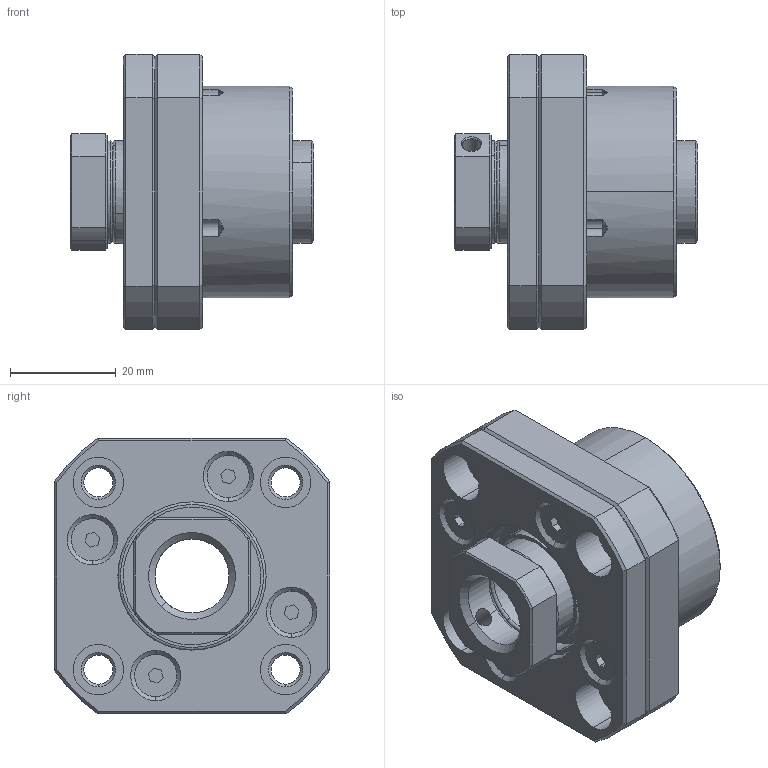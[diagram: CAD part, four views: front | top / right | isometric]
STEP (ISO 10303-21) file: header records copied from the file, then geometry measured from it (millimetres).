
FILE_DESCRIPTION (( 'STEP AP214' ), '1' );
FILE_NAME ('FKN15.step', '2020-09-08T14:36:55', ( '' ), ( '' ), 'SwSTEP 2.0', 'SolidWorks 2020', '' );
FILE_SCHEMA (( 'AUTOMOTIVE_DESIGN' ));
Length unit declared in the file: millimetre
Products named in the file (1): FKN15
Bounding box: 46 x 52 x 52 mm (x, y, z)
Volume: 45760.6 mm3; surface area: 31864.7 mm2
Topology: 15 solids, 15 shells, 412 faces, 972 edges, 592 vertices
Faces by surface type: cylinder 123, plane 104, cone 101, bspline 84
Entity records: 19535 total; most frequent: CARTESIAN_POINT 5850, ORIENTED_EDGE 1930, DIRECTION 1831, EDGE_CURVE 965, AXIS2_PLACEMENT_3D 747, VERTEX_POINT 592, EDGE_LOOP 479, UNCERTAINTY_MEASURE_WITH_UNIT 429
